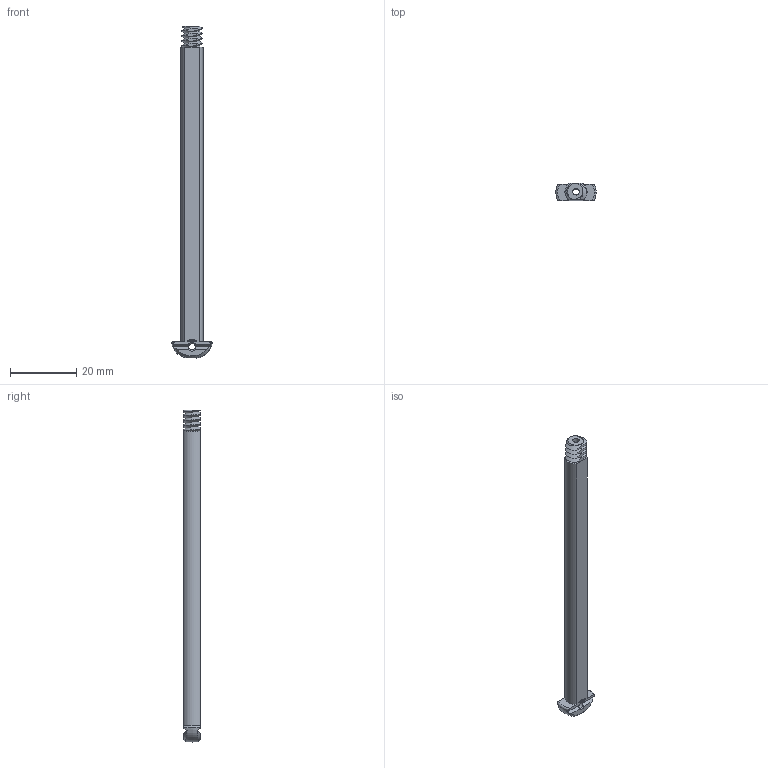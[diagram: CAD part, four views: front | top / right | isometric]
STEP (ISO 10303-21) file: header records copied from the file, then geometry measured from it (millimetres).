
FILE_DESCRIPTION(('FreeCAD Model'),'2;1');
FILE_NAME('Open CASCADE Shape Model','2023-11-07T13:12:24',(''),(''), 'Open CASCADE STEP processor 7.6','FreeCAD','Unknown');
FILE_SCHEMA(('AUTOMOTIVE_DESIGN { 1 0 10303 214 1 1 1 1 }'));
Products named in the file (1): Shoulder Screw RH RHD BU07.25 - SPN-SSC-0069 (stemfie.org)
Bounding box: 12.2 x 5 x 100.6 mm (x, y, z)
Volume: 2711.1 mm3; surface area: 2858.6 mm2
Topology: 1 solids, 1 shells, 598 faces, 1692 edges, 1124 vertices
Faces by surface type: plane 311, extrusion 252, bspline 14, cone 11, cylinder 6, torus 3, revolution 1
Full cylindrical faces by diameter (mm): 2 x2, 2.001 x1
Entity records: 48517 total; most frequent: CARTESIAN_POINT 16885, DIRECTION 4772, VECTOR 3967, LINE 3715, ORIENTED_EDGE 3384, PCURVE 3384, DEFINITIONAL_REPRESENTATION 3384, EDGE_CURVE 1692
